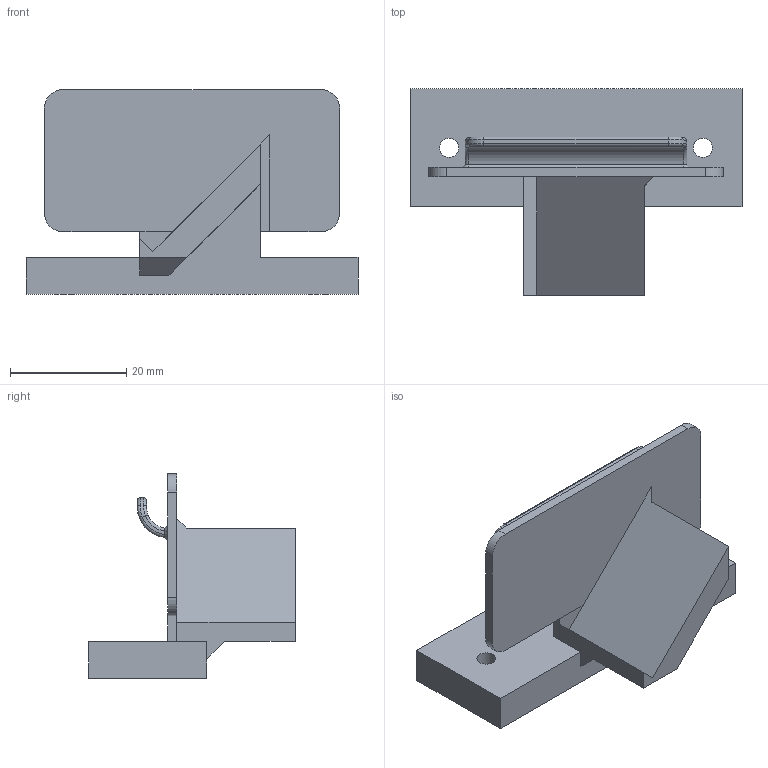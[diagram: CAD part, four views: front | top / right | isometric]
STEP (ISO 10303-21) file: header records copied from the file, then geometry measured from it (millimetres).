
FILE_DESCRIPTION(('FreeCAD Model'),'2;1');
FILE_NAME('Open CASCADE Shape Model','2021-12-06T16:31:30',('Author'),( ''),'Open CASCADE STEP processor 7.5','FreeCAD','Unknown');
FILE_SCHEMA(('AUTOMOTIVE_DESIGN { 1 0 10303 214 1 1 1 1 }'));
Length unit declared in the file: millimetre
Products named in the file (1): Body
Bounding box: 57.15 x 35.56 x 35.25 mm (x, y, z)
Volume: 12437.7 mm3; surface area: 8152.3 mm2
Topology: 1 solids, 1 shells, 70 faces, 174 edges, 109 vertices
Faces by surface type: plane 40, cylinder 14, bspline 8, torus 8
Full cylindrical faces by diameter (mm): 3.302 x2, 6.426 x2
Entity records: 5649 total; most frequent: CARTESIAN_POINT 2201, DIRECTION 619, LINE 403, VECTOR 403, ORIENTED_EDGE 348, PCURVE 348, DEFINITIONAL_REPRESENTATION 348, EDGE_CURVE 174
